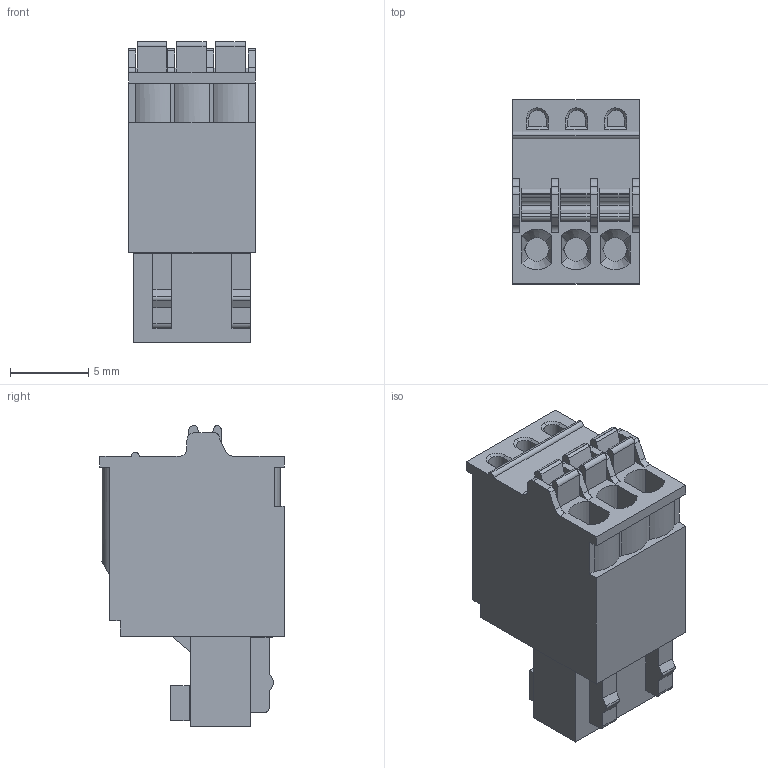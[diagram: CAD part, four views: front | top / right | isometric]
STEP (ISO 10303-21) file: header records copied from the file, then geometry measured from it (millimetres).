
FILE_DESCRIPTION(('CATIA V5R24 STEP','CAx-IF Rec.Pracs.--- Model Styling and Organization---1.2---2011-12-15'),'2;1');
FILE_NAME ('D1462116_0_2439650000_2439650000.stp','2016-04-19T12:05:35+00:00',('none'),('Weidmueller'),'CATIA Version 5-6 Release 2014 SP4','CATIA V5 STEP AP214','none');
FILE_SCHEMA(('AUTOMOTIVE_DESIGN { 1 0 10303 214 1 1 1 1 }'));
Length unit declared in the file: millimetre
Products named in the file (1): 2439650000_BLF 2.50/03/180 SN BK BX
Bounding box: 8.1 x 11.75 x 19.2 mm (x, y, z)
Volume: 1153.4 mm3; surface area: 1104.5 mm2
Topology: 1 solids, 1 shells, 242 faces, 637 edges, 414 vertices
Faces by surface type: plane 144, cylinder 74, cone 18, bspline 6
Entity records: 8101 total; most frequent: CARTESIAN_POINT 2277, ORIENTED_EDGE 1274, DIRECTION 1034, EDGE_CURVE 637, VECTOR 456, LINE 456, VERTEX_POINT 414, AXIS2_PLACEMENT_3D 343
